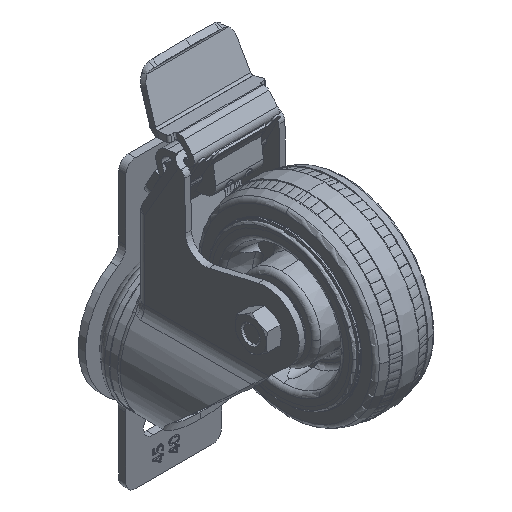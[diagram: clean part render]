
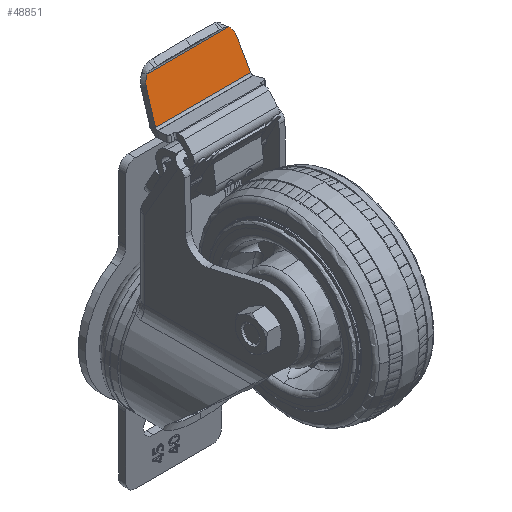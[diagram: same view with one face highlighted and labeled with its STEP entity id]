
A CAD part, isometric view. The second image highlights one B-rep face of the part: STEP entity #48851.
In plain terms, the highlighted planar face has unit normal (0, -0.92, 0.391).
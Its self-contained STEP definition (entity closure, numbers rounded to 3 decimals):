
#1992 = EDGE_CURVE ( 'NONE', #42242, #27207, #41883, .T. ) ;
#4952 = ORIENTED_EDGE ( 'NONE', *, *, #69909, .T. ) ;
#5693 = DIRECTION ( 'NONE',  ( 0., -0.921, 0.391 ) ) ;
#8905 = EDGE_CURVE ( 'NONE', #42242, #10585, #37105, .T. ) ;
#10585 = VERTEX_POINT ( 'NONE', #48624 ) ;
#10714 = CARTESIAN_POINT ( 'NONE',  ( 18.862, -15.948, 149.029 ) ) ;
#14075 = PLANE ( 'NONE',  #27779 ) ;
#18721 = VECTOR ( 'NONE', #74225, 1000. ) ;
#19865 = CARTESIAN_POINT ( 'NONE',  ( 18.619, -15.409, 150.299 ) ) ;
#20473 = ORIENTED_EDGE ( 'NONE', *, *, #8905, .F. ) ;
#21724 = CARTESIAN_POINT ( 'NONE',  ( -18.019, -14.908, 151.479 ) ) ;
#22410 = CARTESIAN_POINT ( 'NONE',  ( 18.862, -15.948, 149.029 ) ) ;
#23539 = DIRECTION ( 'NONE',  ( -1., 0., 0. ) ) ;
#24516 = DIRECTION ( 'NONE',  ( 0.087, 0.389, 0.917 ) ) ;
#26723 = CARTESIAN_POINT ( 'NONE',  ( -19.947, -20.791, 137.619 ) ) ;
#26793 = VECTOR ( 'NONE', #23539, 1000. ) ;
#27030 = VECTOR ( 'NONE', #44991, 1000. ) ;
#27207 = VERTEX_POINT ( 'NONE', #37320 ) ;
#27779 = AXIS2_PLACEMENT_3D ( 'NONE', #57993, #5693, #66685 ) ;
#28631 = CARTESIAN_POINT ( 'NONE',  ( 17.618, -14.685, 152.004 ) ) ;
#30486 = CARTESIAN_POINT ( 'NONE',  ( -18.8, -15.672, 149.679 ) ) ;
#31180 = VERTEX_POINT ( 'NONE', #22410 ) ;
#36250 = CARTESIAN_POINT ( 'NONE',  ( 19.947, -20.791, 137.619 ) ) ;
#37105 = LINE ( 'NONE', #77084, #83462 ) ;
#37107 = CARTESIAN_POINT ( 'NONE',  ( -17.116, -14.49, 152.464 ) ) ;
#37320 = CARTESIAN_POINT ( 'NONE',  ( 19.947, -20.791, 137.619 ) ) ;
#41883 = LINE ( 'NONE', #89135, #18721 ) ;
#41899 = FACE_OUTER_BOUND ( 'NONE', #57378, .T. ) ;
#42242 = VERTEX_POINT ( 'NONE', #26723 ) ;
#44991 = DIRECTION ( 'NONE',  ( -0.087, 0.389, 0.917 ) ) ;
#46882 = CARTESIAN_POINT ( 'NONE',  ( -17.618, -14.685, 152.004 ) ) ;
#48624 = CARTESIAN_POINT ( 'NONE',  ( -18.862, -15.948, 149.029 ) ) ;
#48851 = ADVANCED_FACE ( 'NONE', ( #41899 ), #14075, .T. ) ;
#49181 = VERTEX_POINT ( 'NONE', #90249 ) ;
#56458 = CARTESIAN_POINT ( 'NONE',  ( -17.116, -14.49, 152.464 ) ) ;
#57378 = EDGE_LOOP ( 'NONE', ( #90082, #61607, #66762, #20473, #81028, #4952 ) ) ;
#57993 = CARTESIAN_POINT ( 'NONE',  ( 22.5, -14.264, 152.996 ) ) ;
#61607 = ORIENTED_EDGE ( 'NONE', *, *, #74859, .T. ) ;
#64670 = VERTEX_POINT ( 'NONE', #37107 ) ;
#66685 = DIRECTION ( 'NONE',  ( 0., -0.391, -0.921 ) ) ;
#66762 = ORIENTED_EDGE ( 'NONE', *, *, #71136, .T. ) ;
#69909 = EDGE_CURVE ( 'NONE', #27207, #31180, #76112, .T. ) ;
#71136 = EDGE_CURVE ( 'NONE', #64670, #10585, #77908, .T. ) ;
#71703 = CARTESIAN_POINT ( 'NONE',  ( 18.8, -15.672, 149.679 ) ) ;
#74225 = DIRECTION ( 'NONE',  ( 1., 0., 0. ) ) ;
#74859 = EDGE_CURVE ( 'NONE', #49181, #64670, #75829, .T. ) ;
#75829 = LINE ( 'NONE', #92899, #26793 ) ;
#76112 = LINE ( 'NONE', #36250, #27030 ) ;
#77084 = CARTESIAN_POINT ( 'NONE',  ( -19.947, -20.791, 137.619 ) ) ;
#77908 = B_SPLINE_CURVE_WITH_KNOTS ( 'NONE', 3,
 ( #56458, #46882, #21724, #82672, #30486, #91467 ),
 .UNSPECIFIED., .F., .F.,
 ( 4, 2, 4 ),
 ( 0., 0.5, 1. ),
 .UNSPECIFIED. ) ;
#80828 = CARTESIAN_POINT ( 'NONE',  ( 18.02, -14.908, 151.479 ) ) ;
#81028 = ORIENTED_EDGE ( 'NONE', *, *, #1992, .T. ) ;
#82672 = CARTESIAN_POINT ( 'NONE',  ( -18.619, -15.409, 150.299 ) ) ;
#83462 = VECTOR ( 'NONE', #24516, 1000. ) ;
#85882 = B_SPLINE_CURVE_WITH_KNOTS ( 'NONE', 3,
 ( #10714, #71703, #19865, #80828, #28631, #89595 ),
 .UNSPECIFIED., .F., .F.,
 ( 4, 2, 4 ),
 ( 0., 0.5, 1. ),
 .UNSPECIFIED. ) ;
#89135 = CARTESIAN_POINT ( 'NONE',  ( -22.618, -20.791, 137.619 ) ) ;
#89595 = CARTESIAN_POINT ( 'NONE',  ( 17.116, -14.49, 152.464 ) ) ;
#90082 = ORIENTED_EDGE ( 'NONE', *, *, #102900, .T. ) ;
#90249 = CARTESIAN_POINT ( 'NONE',  ( 17.116, -14.49, 152.464 ) ) ;
#91467 = CARTESIAN_POINT ( 'NONE',  ( -18.862, -15.948, 149.029 ) ) ;
#92899 = CARTESIAN_POINT ( 'NONE',  ( 22.5, -14.49, 152.464 ) ) ;
#102900 = EDGE_CURVE ( 'NONE', #31180, #49181, #85882, .T. ) ;
